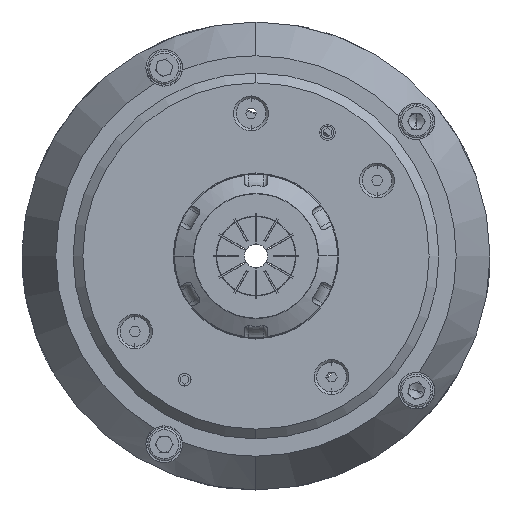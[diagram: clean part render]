
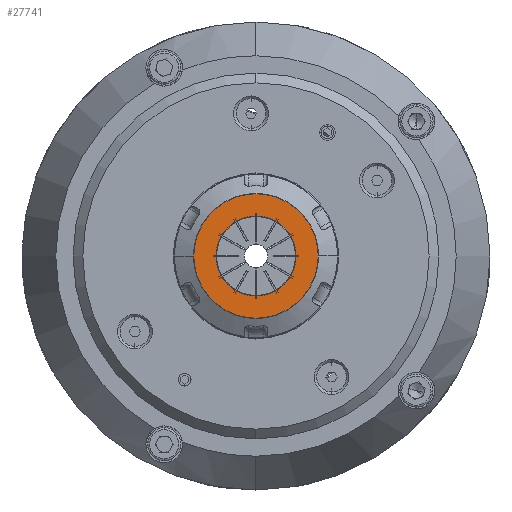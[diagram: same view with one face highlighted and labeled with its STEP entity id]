
A CAD part, left-side view. The second image highlights one B-rep face of the part: STEP entity #27741.
In plain terms, the highlighted planar face has unit normal (-1, 0, 0).
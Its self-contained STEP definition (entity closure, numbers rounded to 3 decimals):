
#876 = AXIS2_PLACEMENT_3D ( 'NONE', #20460, #19759, #22358 ) ;
#1206 = EDGE_LOOP ( 'NONE', ( #15929, #17052 ) ) ;
#1375 = VERTEX_POINT ( 'NONE', #13225 ) ;
#3503 = CARTESIAN_POINT ( 'NONE',  ( -11.423, -15.946, 0. ) ) ;
#3554 = CIRCLE ( 'NONE', #17912, 15.946 ) ;
#4702 = DIRECTION ( 'NONE',  ( 0., 1., 0. ) ) ;
#4760 = DIRECTION ( 'NONE',  ( 1., 0., 0. ) ) ;
#4802 = CARTESIAN_POINT ( 'NONE',  ( -11.423, 0., 0. ) ) ;
#5404 = CARTESIAN_POINT ( 'NONE',  ( -11.423, 10.25, 0. ) ) ;
#10771 = VERTEX_POINT ( 'NONE', #5404 ) ;
#13225 = CARTESIAN_POINT ( 'NONE',  ( -11.423, -10.25, 0. ) ) ;
#13252 = DIRECTION ( 'NONE',  ( 0., -1., 0. ) ) ;
#13338 = DIRECTION ( 'NONE',  ( 0., 1., 0. ) ) ;
#13342 = DIRECTION ( 'NONE',  ( 1., 0., 0. ) ) ;
#13355 = DIRECTION ( 'NONE',  ( -1., 0., 0. ) ) ;
#13401 = CARTESIAN_POINT ( 'NONE',  ( -11.423, 0., 0. ) ) ;
#13458 = PLANE ( 'NONE',  #26320 ) ;
#13523 = AXIS2_PLACEMENT_3D ( 'NONE', #14277, #14237, #14168 ) ;
#14168 = DIRECTION ( 'NONE',  ( 0., 1., 0. ) ) ;
#14237 = DIRECTION ( 'NONE',  ( 1., 0., 0. ) ) ;
#14277 = CARTESIAN_POINT ( 'NONE',  ( -11.423, 0., 0. ) ) ;
#14995 = ORIENTED_EDGE ( 'NONE', *, *, #24694, .T. ) ;
#15441 = ORIENTED_EDGE ( 'NONE', *, *, #26727, .T. ) ;
#15490 = CARTESIAN_POINT ( 'NONE',  ( -11.423, 10.25, 0. ) ) ;
#15929 = ORIENTED_EDGE ( 'NONE', *, *, #30964, .F. ) ;
#16794 = EDGE_CURVE ( 'NONE', #29949, #20064, #25391, .T. ) ;
#17052 = ORIENTED_EDGE ( 'NONE', *, *, #16794, .F. ) ;
#17057 = CIRCLE ( 'NONE', #29174, 10.25 ) ;
#17912 = AXIS2_PLACEMENT_3D ( 'NONE', #13401, #13342, #13338 ) ;
#19759 = DIRECTION ( 'NONE',  ( 1., 0., 0. ) ) ;
#20064 = VERTEX_POINT ( 'NONE', #28172 ) ;
#20460 = CARTESIAN_POINT ( 'NONE',  ( -11.423, 0., 0. ) ) ;
#22358 = DIRECTION ( 'NONE',  ( 0., 1., 0. ) ) ;
#24694 = EDGE_CURVE ( 'NONE', #10771, #1375, #27272, .T. ) ;
#25391 = CIRCLE ( 'NONE', #13523, 15.946 ) ;
#26320 = AXIS2_PLACEMENT_3D ( 'NONE', #15490, #13355, #13252 ) ;
#26397 = FACE_BOUND ( 'NONE', #27670, .T. ) ;
#26423 = FACE_OUTER_BOUND ( 'NONE', #1206, .T. ) ;
#26727 = EDGE_CURVE ( 'NONE', #1375, #10771, #17057, .T. ) ;
#27272 = CIRCLE ( 'NONE', #876, 10.25 ) ;
#27670 = EDGE_LOOP ( 'NONE', ( #14995, #15441 ) ) ;
#27741 = ADVANCED_FACE ( 'NONE', ( #26397, #26423 ), #13458, .T. ) ;
#28172 = CARTESIAN_POINT ( 'NONE',  ( -11.423, 15.946, 0. ) ) ;
#29174 = AXIS2_PLACEMENT_3D ( 'NONE', #4802, #4760, #4702 ) ;
#29949 = VERTEX_POINT ( 'NONE', #3503 ) ;
#30964 = EDGE_CURVE ( 'NONE', #20064, #29949, #3554, .T. ) ;
